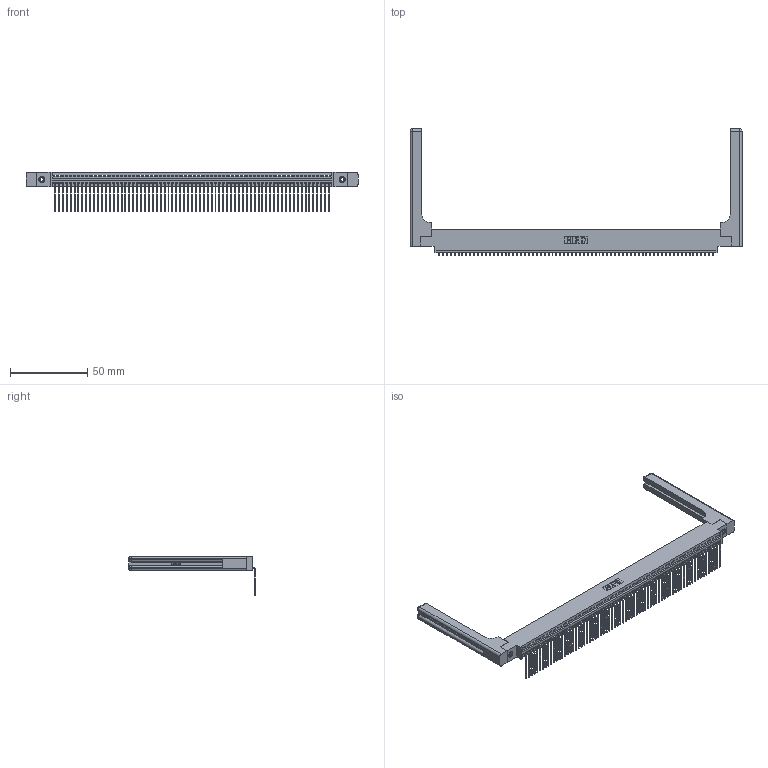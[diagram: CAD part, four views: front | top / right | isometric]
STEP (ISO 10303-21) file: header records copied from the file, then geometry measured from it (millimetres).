
FILE_DESCRIPTION (( 'STEP AP203' ), '1' );
FILE_NAME ('395-071-559-658.STEP', '2019-10-26T07:14:51', ( '' ), ( '' ), 'SwSTEP 2.0', 'SolidWorks 2016', '' );
FILE_SCHEMA (( 'CONFIG_CONTROL_DESIGN' ));
Length unit declared in the file: inch
Products named in the file (5): 345-292-001_558 559 Tail - 1; 395-071-559-658; 345 Part_0.170 Offset - 0.156 Dia-TH; 345-220-058_345-220-058; 345-250-001_345-250-001-102
Assembly tree (76 placements, depth 2):
  395-071-559-658
    345 Part_0.170 Offset - 0.156 Dia-TH
    345-292-001_558 559 Tail - 1  x71
    345-250-001_345-250-001-102  x2
    345-220-058_345-220-058  x2
Bounding box: 215.37 x 82.03 x 25.53 mm (x, y, z)
Volume: 29321.4 mm3; surface area: 34879.5 mm2
Topology: 76 solids, 76 shells, 4646 faces, 13941 edges, 9178 vertices
Faces by surface type: plane 3214, cylinder 1372, bspline 36, cone 12, sphere 8, torus 4
Entity records: 54930 total; most frequent: CARTESIAN_POINT 10486, ORIENTED_EDGE 9288, DIRECTION 8062, EDGE_CURVE 4644, VECTOR 4136, LINE 4136, VERTEX_POINT 3086, AXIS2_PLACEMENT_3D 1963
